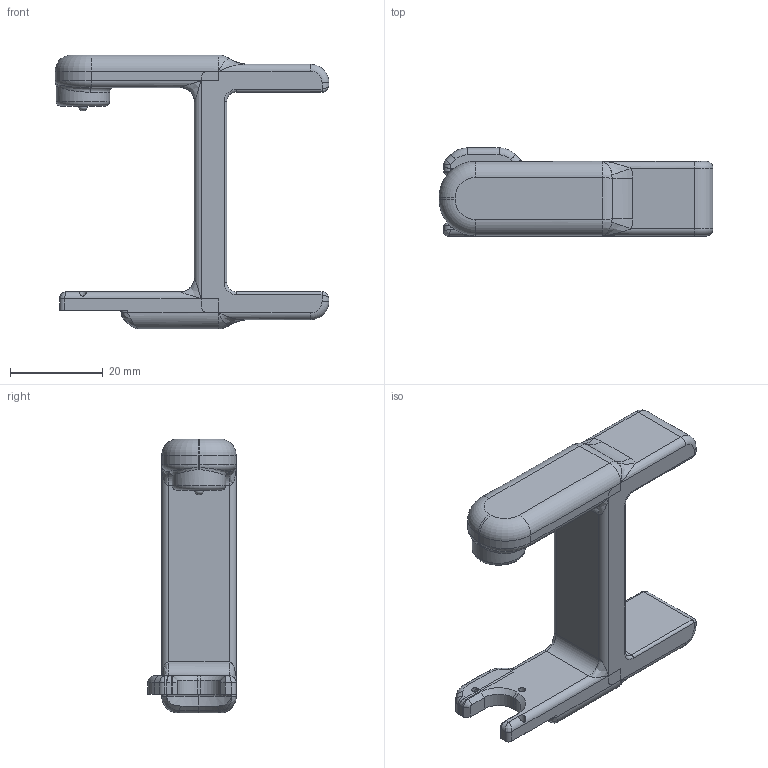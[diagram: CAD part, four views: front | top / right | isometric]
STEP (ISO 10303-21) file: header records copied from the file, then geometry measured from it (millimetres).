
FILE_DESCRIPTION(('FreeCAD Model'),'2;1');
FILE_NAME('coxa.step', '2022-11-01T23:31:27',('Author'),(''), 'Open CASCADE STEP processor 7.3','FreeCAD','Unknown');
FILE_SCHEMA(('AUTOMOTIVE_DESIGN { 1 0 10303 214 1 1 1 1 }'));
Length unit declared in the file: millimetre
Products named in the file (1): coxa-left
Bounding box: 59 x 19 x 59 mm (x, y, z)
Volume: 16333.8 mm3; surface area: 7161.7 mm2
Topology: 1 solids, 1 shells, 195 faces, 453 edges, 251 vertices
Faces by surface type: cylinder 75, plane 55, bspline 35, torus 21, cone 6, sphere 2, revolution 1
Full cylindrical faces by diameter (mm): 1.5 x3, 1.7 x4, 2 x1, 3 x4, 11.5 x1
Entity records: 23205 total; most frequent: CARTESIAN_POINT 13607, DIRECTION 1380, ORIENTED_EDGE 874, PCURVE 874, DEFINITIONAL_REPRESENTATION 874, LINE 727, VECTOR 727, EDGE_CURVE 437
